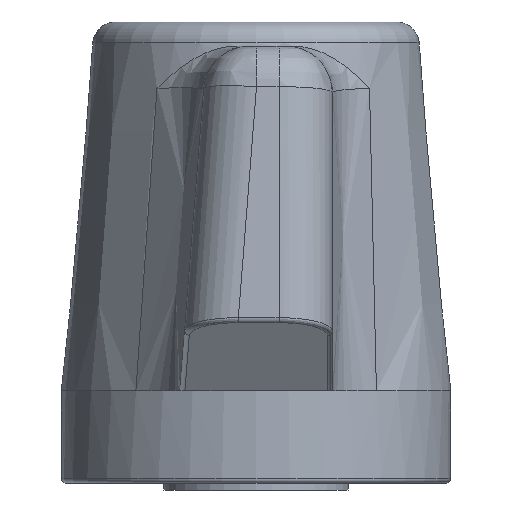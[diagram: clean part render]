
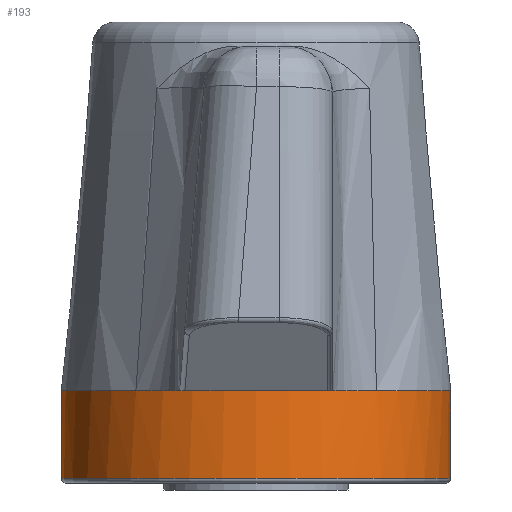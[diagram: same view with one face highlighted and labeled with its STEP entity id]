
A CAD part, front view. The second image highlights one B-rep face of the part: STEP entity #193.
In plain terms, the highlighted cylindrical face has radius 8.45 mm (diameter 16.9 mm), a full revolution.
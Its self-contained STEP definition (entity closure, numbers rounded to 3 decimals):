
#193 = ADVANCED_FACE( '', ( #400, #401 ), #402, .T. );
#400 = FACE_OUTER_BOUND( '', #1468, .T. );
#401 = FACE_OUTER_BOUND( '', #1469, .T. );
#402 = CYLINDRICAL_SURFACE( '', #1470, 8.45 );
#1468 = EDGE_LOOP( '', ( #2059 ) );
#1469 = EDGE_LOOP( '', ( #2060, #2061, #2062, #2063 ) );
#1470 = AXIS2_PLACEMENT_3D( '', #2064, #2065, #2066 );
#2059 = ORIENTED_EDGE( '', *, *, #2160, .T. );
#2060 = ORIENTED_EDGE( '', *, *, #2251, .F. );
#2061 = ORIENTED_EDGE( '', *, *, #2239, .F. );
#2062 = ORIENTED_EDGE( '', *, *, #2223, .F. );
#2063 = ORIENTED_EDGE( '', *, *, #2237, .F. );
#2064 = CARTESIAN_POINT( '', ( 0., 0., 20. ) );
#2065 = DIRECTION( '', ( 0., 0., -1. ) );
#2066 = DIRECTION( '', ( 1., 0., 0. ) );
#2160 = EDGE_CURVE( '', #2381, #2381, #2382, .T. );
#2223 = EDGE_CURVE( '', #2460, #2388, #2476, .T. );
#2237 = EDGE_CURVE( '', #2441, #2460, #2493, .T. );
#2239 = EDGE_CURVE( '', #2388, #2327, #2495, .T. );
#2251 = EDGE_CURVE( '', #2327, #2441, #2510, .T. );
#2327 = VERTEX_POINT( '', #2621 );
#2381 = VERTEX_POINT( '', #2716 );
#2382 = CIRCLE( '', #2717, 8.45 );
#2388 = VERTEX_POINT( '', #2723 );
#2441 = VERTEX_POINT( '', #2974 );
#2460 = VERTEX_POINT( '', #3102 );
#2476 = CIRCLE( '', #3155, 8.45 );
#2493 = CIRCLE( '', #3224, 8.45 );
#2495 = CIRCLE( '', #3226, 8.45 );
#2510 = CIRCLE( '', #3245, 8.45 );
#2621 = CARTESIAN_POINT( '', ( 5.21, 6.653, 4. ) );
#2716 = CARTESIAN_POINT( '', ( 8.45, 0., 0.2 ) );
#2717 = AXIS2_PLACEMENT_3D( '', #3378, #3379, #3380 );
#2723 = CARTESIAN_POINT( '', ( 5.222, -6.643, 4. ) );
#2974 = CARTESIAN_POINT( '', ( -5.222, 6.643, 4. ) );
#3102 = CARTESIAN_POINT( '', ( -5.21, -6.653, 4. ) );
#3155 = AXIS2_PLACEMENT_3D( '', #3436, #3437, #3438 );
#3224 = AXIS2_PLACEMENT_3D( '', #3451, #3452, #3453 );
#3226 = AXIS2_PLACEMENT_3D( '', #3457, #3458, #3459 );
#3245 = AXIS2_PLACEMENT_3D( '', #3476, #3477, #3478 );
#3378 = CARTESIAN_POINT( '', ( 0., 0., 0.2 ) );
#3379 = DIRECTION( '', ( 0., 0., 1. ) );
#3380 = DIRECTION( '', ( 1., 0., 0. ) );
#3436 = CARTESIAN_POINT( '', ( 0., 0., 4. ) );
#3437 = DIRECTION( '', ( 0., 0., 1. ) );
#3438 = DIRECTION( '', ( 1., 0., 0. ) );
#3451 = CARTESIAN_POINT( '', ( 0., 0., 4. ) );
#3452 = DIRECTION( '', ( 0., 0., 1. ) );
#3453 = DIRECTION( '', ( 1., 0., 0. ) );
#3457 = CARTESIAN_POINT( '', ( 0., 0., 4. ) );
#3458 = DIRECTION( '', ( 0., 0., 1. ) );
#3459 = DIRECTION( '', ( 1., 0., 0. ) );
#3476 = CARTESIAN_POINT( '', ( 0., 0., 4. ) );
#3477 = DIRECTION( '', ( 0., 0., 1. ) );
#3478 = DIRECTION( '', ( 1., 0., 0. ) );
